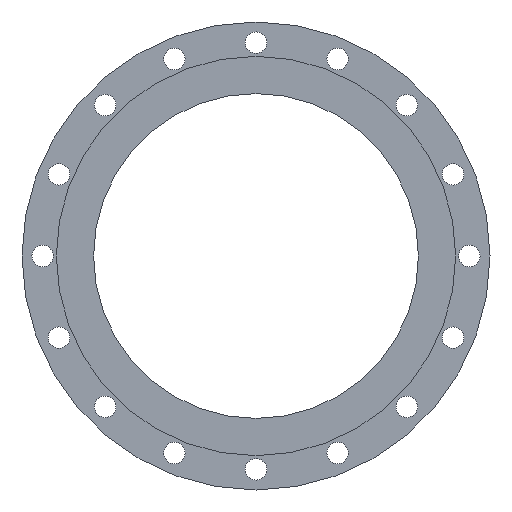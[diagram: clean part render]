
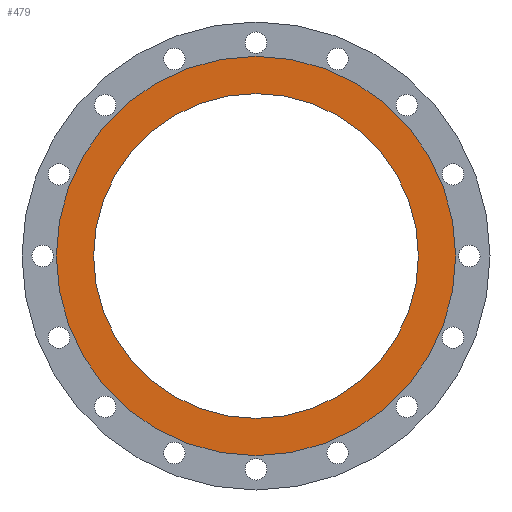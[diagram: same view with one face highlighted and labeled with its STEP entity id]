
A CAD part, front view. The second image highlights one B-rep face of the part: STEP entity #479.
In plain terms, the highlighted planar face has unit normal (0, -1, 0).
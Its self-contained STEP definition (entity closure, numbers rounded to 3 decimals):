
#11 = DIRECTION ( 'NONE',  ( 0., 0., 1. ) ) ;
#35 = AXIS2_PLACEMENT_3D ( 'NONE', #353, #860, #1284 ) ;
#105 = CARTESIAN_POINT ( 'NONE',  ( 0., 0., 0. ) ) ;
#190 = AXIS2_PLACEMENT_3D ( 'NONE', #105, #1674, #224 ) ;
#224 = DIRECTION ( 'NONE',  ( 0., 0., 1. ) ) ;
#253 = EDGE_LOOP ( 'NONE', ( #745, #318 ) ) ;
#293 = EDGE_CURVE ( 'NONE', #620, #1687, #1566, .T. ) ;
#318 = ORIENTED_EDGE ( 'NONE', *, *, #1053, .F. ) ;
#353 = CARTESIAN_POINT ( 'NONE',  ( 0., 0., 196.1 ) ) ;
#369 = PLANE ( 'NONE',  #35 ) ;
#383 = CARTESIAN_POINT ( 'NONE',  ( 0., 0., 0. ) ) ;
#399 = DIRECTION ( 'NONE',  ( 0., 0., 1. ) ) ;
#407 = CARTESIAN_POINT ( 'NONE',  ( 0., 0., -196.1 ) ) ;
#479 = ADVANCED_FACE ( 'NONE', ( #1011, #1536 ), #369, .T. ) ;
#510 = DIRECTION ( 'NONE',  ( 0., 1., 0. ) ) ;
#579 = AXIS2_PLACEMENT_3D ( 'NONE', #645, #510, #11 ) ;
#620 = VERTEX_POINT ( 'NONE', #1043 ) ;
#638 = VERTEX_POINT ( 'NONE', #407 ) ;
#645 = CARTESIAN_POINT ( 'NONE',  ( 0., 0., 0. ) ) ;
#745 = ORIENTED_EDGE ( 'NONE', *, *, #293, .F. ) ;
#828 = AXIS2_PLACEMENT_3D ( 'NONE', #1629, #1215, #1483 ) ;
#860 = DIRECTION ( 'NONE',  ( 0., -1., 0. ) ) ;
#905 = EDGE_CURVE ( 'NONE', #638, #1346, #1556, .T. ) ;
#945 = EDGE_CURVE ( 'NONE', #1346, #638, #1585, .T. ) ;
#1011 = FACE_BOUND ( 'NONE', #1624, .T. ) ;
#1033 = CIRCLE ( 'NONE', #190, 241. ) ;
#1043 = CARTESIAN_POINT ( 'NONE',  ( 0., 0., 241. ) ) ;
#1053 = EDGE_CURVE ( 'NONE', #1687, #620, #1033, .T. ) ;
#1066 = CARTESIAN_POINT ( 'NONE',  ( 0., 0., -241. ) ) ;
#1172 = AXIS2_PLACEMENT_3D ( 'NONE', #383, #1442, #399 ) ;
#1215 = DIRECTION ( 'NONE',  ( 0., 1., 0. ) ) ;
#1239 = CARTESIAN_POINT ( 'NONE',  ( 0., 0., 196.1 ) ) ;
#1284 = DIRECTION ( 'NONE',  ( 0., 0., -1. ) ) ;
#1346 = VERTEX_POINT ( 'NONE', #1239 ) ;
#1442 = DIRECTION ( 'NONE',  ( 0., 1., 0. ) ) ;
#1483 = DIRECTION ( 'NONE',  ( 0., 0., 1. ) ) ;
#1536 = FACE_OUTER_BOUND ( 'NONE', #253, .T. ) ;
#1556 = CIRCLE ( 'NONE', #1172, 196.1 ) ;
#1566 = CIRCLE ( 'NONE', #828, 241. ) ;
#1578 = ORIENTED_EDGE ( 'NONE', *, *, #905, .T. ) ;
#1580 = ORIENTED_EDGE ( 'NONE', *, *, #945, .T. ) ;
#1585 = CIRCLE ( 'NONE', #579, 196.1 ) ;
#1624 = EDGE_LOOP ( 'NONE', ( #1580, #1578 ) ) ;
#1629 = CARTESIAN_POINT ( 'NONE',  ( 0., 0., 0. ) ) ;
#1674 = DIRECTION ( 'NONE',  ( 0., 1., 0. ) ) ;
#1687 = VERTEX_POINT ( 'NONE', #1066 ) ;
